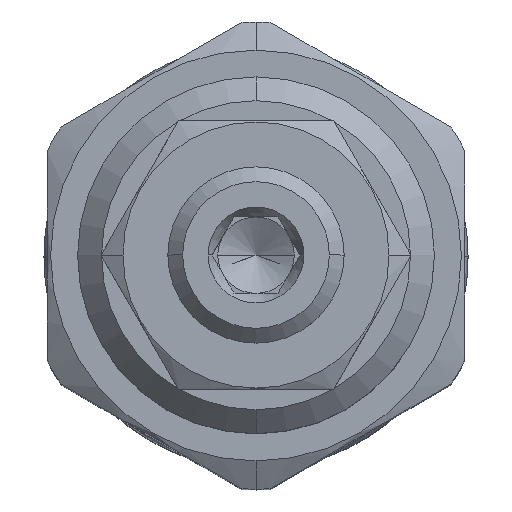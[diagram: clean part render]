
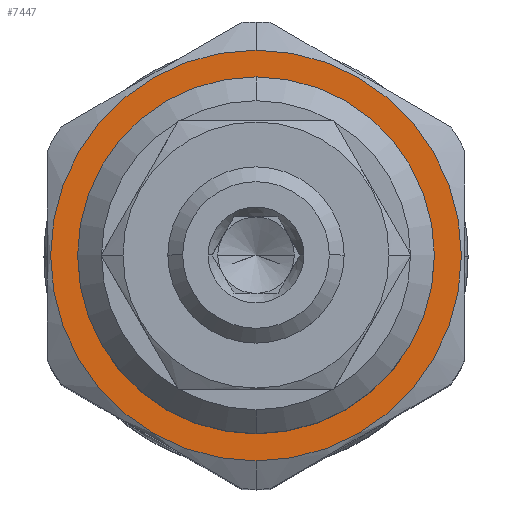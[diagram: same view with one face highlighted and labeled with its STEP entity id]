
A CAD part, top view. The second image highlights one B-rep face of the part: STEP entity #7447.
In plain terms, the highlighted planar face has unit normal (0, 0, 1).
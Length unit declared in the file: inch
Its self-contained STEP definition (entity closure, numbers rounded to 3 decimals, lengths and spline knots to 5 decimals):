
#2690=CARTESIAN_POINT('',(0.,0.,3.141));
#2691=DIRECTION('',(0.,0.,-1.));
#2692=DIRECTION('',(0.,-1.,0.));
#2693=AXIS2_PLACEMENT_3D('',#2690,#2691,#2692);
#2759=CARTESIAN_POINT('',(0.,0.,3.141));
#2760=DIRECTION('',(0.,0.,1.));
#2761=DIRECTION('',(0.,-1.,0.));
#2762=AXIS2_PLACEMENT_3D('',#2759,#2760,#2761);
#2989=CARTESIAN_POINT('',(0.,0.,3.141));
#2990=DIRECTION('',(0.,0.,1.));
#2991=DIRECTION('',(0.,-1.,0.));
#2992=AXIS2_PLACEMENT_3D('',#2989,#2990,#2991);
#2994=CARTESIAN_POINT('',(0.,0.,3.141));
#2995=DIRECTION('',(0.,0.,-1.));
#2996=DIRECTION('',(0.,-1.,0.));
#2997=AXIS2_PLACEMENT_3D('',#2994,#2995,#2996);
#4151=CARTESIAN_POINT('',(0.,-0.43,3.141));
#4153=VERTEX_POINT('',#4151);
#4159=CARTESIAN_POINT('',(0.,0.43,3.141));
#4161=VERTEX_POINT('',#4159);
#4167=CARTESIAN_POINT('',(0.,-0.3735,3.141));
#4168=CARTESIAN_POINT('',(0.,0.3735,3.141));
#4169=VERTEX_POINT('',#4167);
#4170=VERTEX_POINT('',#4168);
#7432=CARTESIAN_POINT('',(0.,0.,3.141));
#7433=DIRECTION('',(0.,0.,1.));
#7434=DIRECTION('',(0.,-1.,0.));
#7435=AXIS2_PLACEMENT_3D('',#7432,#7433,#7434);
#7436=PLANE('',#7435);
#7437=ORIENTED_EDGE('',*,*,#7222,.T.);
#7438=ORIENTED_EDGE('',*,*,#7288,.F.);
#7439=EDGE_LOOP('',(#7437,#7438));
#7440=FACE_OUTER_BOUND('',#7439,.F.);
#7442=ORIENTED_EDGE('',*,*,#7441,.T.);
#7444=ORIENTED_EDGE('',*,*,#7443,.F.);
#7445=EDGE_LOOP('',(#7442,#7444));
#7446=FACE_BOUND('',#7445,.F.);
#7447=ADVANCED_FACE('',(#7440,#7446),#7436,.T.);
#2694=CIRCLE('',#2693,0.43);
#2763=CIRCLE('',#2762,0.43);
#2993=CIRCLE('',#2992,0.3735);
#2998=CIRCLE('',#2997,0.3735);
#7222=EDGE_CURVE('',#4153,#4161,#2694,.T.);
#7288=EDGE_CURVE('',#4153,#4161,#2763,.T.);
#7441=EDGE_CURVE('',#4169,#4170,#2993,.T.);
#7443=EDGE_CURVE('',#4169,#4170,#2998,.T.);
